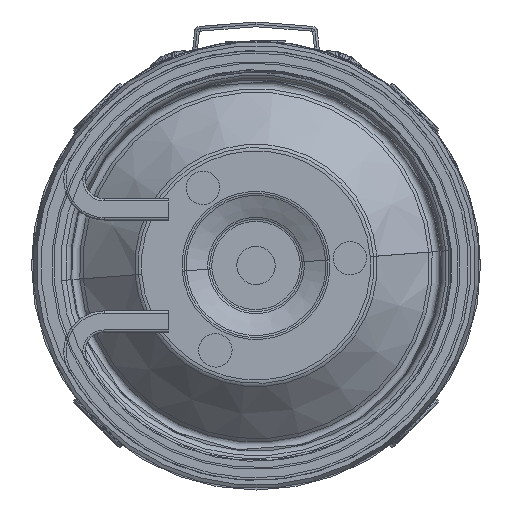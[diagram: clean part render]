
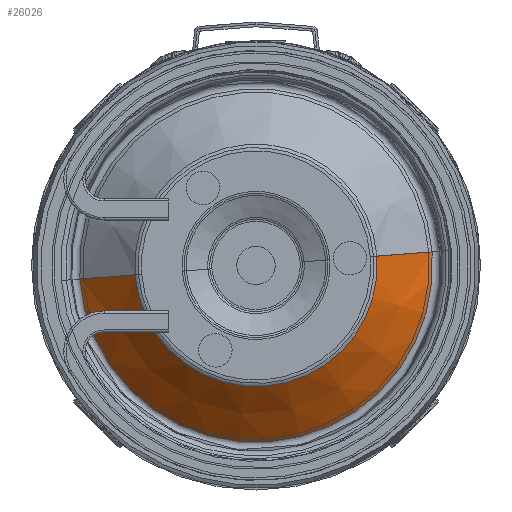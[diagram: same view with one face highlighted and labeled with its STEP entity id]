
A CAD part, front view. The second image highlights one B-rep face of the part: STEP entity #26026.
In plain terms, the highlighted conical face has half-angle 46.546 degrees and reference radius 25.375 mm.
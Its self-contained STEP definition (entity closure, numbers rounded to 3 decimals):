
#158 = CARTESIAN_POINT ( 'NONE',  ( 0., 0.548, 25.376 ) ) ;
#360 = VERTEX_POINT ( 'NONE', #19418 ) ;
#1147 = VERTEX_POINT ( 'NONE', #8252 ) ;
#1187 = CONICAL_SURFACE ( 'NONE', #23850, 25.376, 0.812 ) ;
#1796 = ORIENTED_EDGE ( 'NONE', *, *, #37524, .F. ) ;
#2133 = CARTESIAN_POINT ( 'NONE',  ( 0., 0.548, 0. ) ) ;
#2321 = FACE_OUTER_BOUND ( 'NONE', #29660, .T. ) ;
#3334 = CARTESIAN_POINT ( 'NONE',  ( 0., 11.526, -36.962 ) ) ;
#4020 = ORIENTED_EDGE ( 'NONE', *, *, #23693, .T. ) ;
#4280 = DIRECTION ( 'NONE',  ( 0., 0.688, -0.726 ) ) ;
#4976 = VECTOR ( 'NONE', #15317, 1000. ) ;
#5902 = DIRECTION ( 'NONE',  ( 0., 0., 1. ) ) ;
#6057 = LINE ( 'NONE', #158, #4976 ) ;
#6838 = CIRCLE ( 'NONE', #28845, 36.962 ) ;
#7138 = VERTEX_POINT ( 'NONE', #29153 ) ;
#8252 = CARTESIAN_POINT ( 'NONE',  ( 0., 0.548, 25.376 ) ) ;
#9686 = EDGE_CURVE ( 'NONE', #35896, #7138, #6838, .T. ) ;
#14600 = EDGE_CURVE ( 'NONE', #360, #1147, #33499, .T. ) ;
#15317 = DIRECTION ( 'NONE',  ( 0., 0.688, 0.726 ) ) ;
#18171 = DIRECTION ( 'NONE',  ( 0., 0., 1. ) ) ;
#18921 = VECTOR ( 'NONE', #4280, 1000. ) ;
#19418 = CARTESIAN_POINT ( 'NONE',  ( 0., 0.548, -25.376 ) ) ;
#20750 = DIRECTION ( 'NONE',  ( 0., 0., 1. ) ) ;
#21278 = CARTESIAN_POINT ( 'NONE',  ( 0., 0.548, 0. ) ) ;
#23693 = EDGE_CURVE ( 'NONE', #1147, #7138, #6057, .T. ) ;
#23850 = AXIS2_PLACEMENT_3D ( 'NONE', #2133, #27084, #20750 ) ;
#24897 = DIRECTION ( 'NONE',  ( 0., 1., 0. ) ) ;
#26026 = ADVANCED_FACE ( 'NONE', ( #2321 ), #1187, .T. ) ;
#27084 = DIRECTION ( 'NONE',  ( 0., 1., 0. ) ) ;
#28821 = LINE ( 'NONE', #31867, #18921 ) ;
#28845 = AXIS2_PLACEMENT_3D ( 'NONE', #37096, #24897, #18171 ) ;
#29153 = CARTESIAN_POINT ( 'NONE',  ( 0., 11.526, 36.962 ) ) ;
#29660 = EDGE_LOOP ( 'NONE', ( #1796, #35461, #4020, #33039 ) ) ;
#31867 = CARTESIAN_POINT ( 'NONE',  ( 0., 0.548, -25.376 ) ) ;
#33039 = ORIENTED_EDGE ( 'NONE', *, *, #9686, .F. ) ;
#33499 = CIRCLE ( 'NONE', #38720, 25.376 ) ;
#33685 = DIRECTION ( 'NONE',  ( 0., 1., 0. ) ) ;
#35461 = ORIENTED_EDGE ( 'NONE', *, *, #14600, .T. ) ;
#35896 = VERTEX_POINT ( 'NONE', #3334 ) ;
#37096 = CARTESIAN_POINT ( 'NONE',  ( 0., 11.526, 0. ) ) ;
#37524 = EDGE_CURVE ( 'NONE', #360, #35896, #28821, .T. ) ;
#38720 = AXIS2_PLACEMENT_3D ( 'NONE', #21278, #33685, #5902 ) ;
